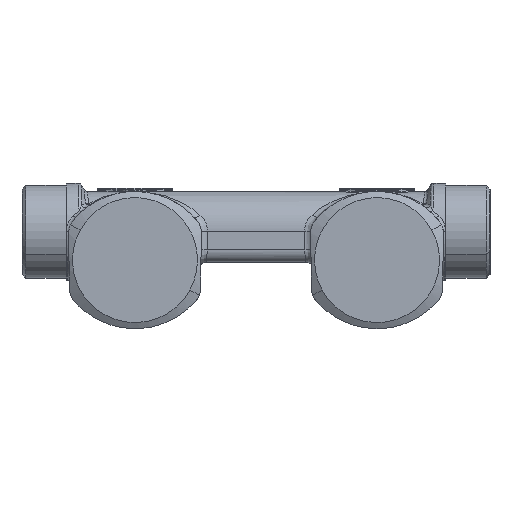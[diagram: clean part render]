
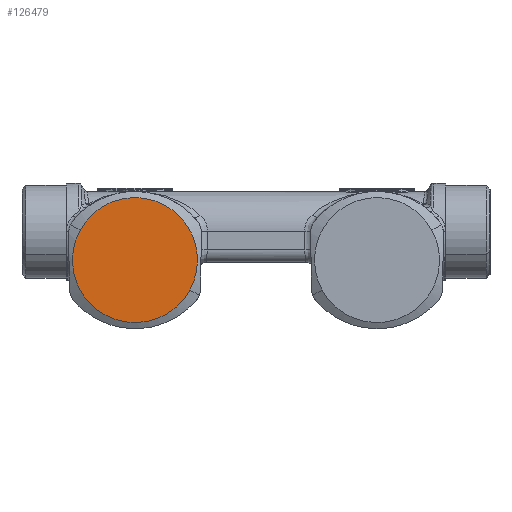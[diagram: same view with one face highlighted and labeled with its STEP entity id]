
A CAD part, left-side view. The second image highlights one B-rep face of the part: STEP entity #126479.
In plain terms, the highlighted planar face has unit normal (-1, 0, 0).
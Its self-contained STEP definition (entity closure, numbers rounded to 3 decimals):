
#126456=CARTESIAN_POINT('Axis2P3D Location',(1.,0.,0.)) ;
#126461=CARTESIAN_POINT('Axis2P3D Location',(1.,60.,0.)) ;
#126465=CARTESIAN_POINT('Vertex',(1.,46.397,-7.431)) ;
#126467=CARTESIAN_POINT('Vertex',(1.,73.603,7.431)) ;
#126470=CARTESIAN_POINT('Axis2P3D Location',(1.,60.,0.)) ;
#126457=DIRECTION('Axis2P3D Direction',(-1.,0.,0.)) ;
#126458=DIRECTION('Axis2P3D XDirection',(0.,1.,0.)) ;
#126462=DIRECTION('Axis2P3D Direction',(-1.,0.,0.)) ;
#126471=DIRECTION('Axis2P3D Direction',(-1.,0.,0.)) ;
#126459=AXIS2_PLACEMENT_3D('Plane Axis2P3D',#126456,#126457,#126458) ;
#126463=AXIS2_PLACEMENT_3D('Circle Axis2P3D',#126461,#126462,$) ;
#126472=AXIS2_PLACEMENT_3D('Circle Axis2P3D',#126470,#126471,$) ;
#126464=CIRCLE('generated circle',#126463,15.5) ;
#126473=CIRCLE('generated circle',#126472,15.5) ;
#126460=PLANE('',#126459) ;
#126469=EDGE_CURVE('',#126466,#126468,#126464,.F.) ;
#126474=EDGE_CURVE('',#126468,#126466,#126473,.F.) ;
#126476=ORIENTED_EDGE('',*,*,#126469,.F.) ;
#126477=ORIENTED_EDGE('',*,*,#126474,.F.) ;
#126475=EDGE_LOOP('',(#126476,#126477)) ;
#126466=VERTEX_POINT('',#126465) ;
#126468=VERTEX_POINT('',#126467) ;
#126479=ADVANCED_FACE('PartBody',(#126478),#126460,.T.) ;
#126478=FACE_OUTER_BOUND('',#126475,.T.) ;
